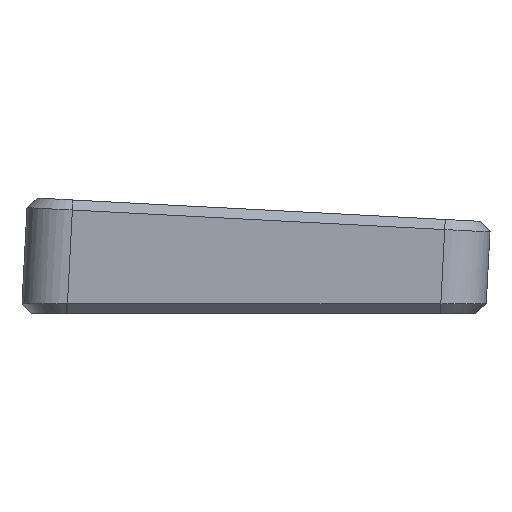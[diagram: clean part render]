
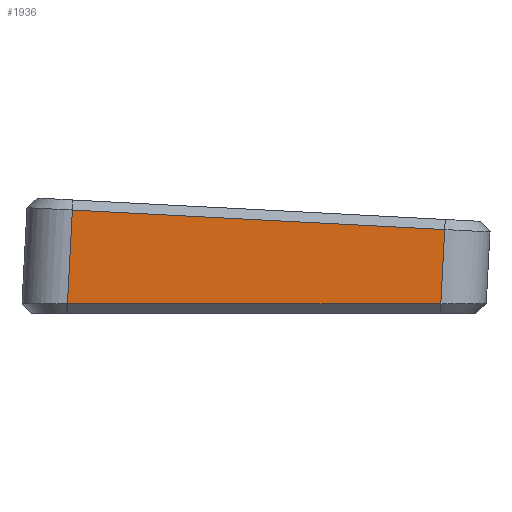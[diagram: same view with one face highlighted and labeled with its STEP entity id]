
A CAD part, left-side view. The second image highlights one B-rep face of the part: STEP entity #1936.
In plain terms, the highlighted planar face has unit normal (-1, 0, 0).
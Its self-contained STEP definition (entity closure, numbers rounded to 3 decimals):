
#37=B_SPLINE_CURVE_WITH_KNOTS('',3,(#3265,#3266,#3267,#3268),
 .UNSPECIFIED.,.F.,.F.,(4,4),(1.559,1.571),
 .UNSPECIFIED.);
#232=FACE_OUTER_BOUND('',#349,.T.);
#349=EDGE_LOOP('',(#1549,#1550,#1551,#1552,#1553));
#509=LINE('',#3137,#693);
#520=LINE('',#3332,#704);
#521=LINE('',#3334,#705);
#522=LINE('',#3335,#706);
#693=VECTOR('',#2494,10.);
#704=VECTOR('',#2511,10.);
#705=VECTOR('',#2512,10.);
#706=VECTOR('',#2513,10.);
#885=VERTEX_POINT('',#3130);
#888=VERTEX_POINT('',#3135);
#889=VERTEX_POINT('',#3186);
#901=VERTEX_POINT('',#3331);
#902=VERTEX_POINT('',#3333);
#1113=EDGE_CURVE('',#888,#885,#509,.T.);
#1126=EDGE_CURVE('',#889,#888,#37,.T.);
#1136=EDGE_CURVE('',#901,#889,#520,.T.);
#1137=EDGE_CURVE('',#902,#901,#521,.T.);
#1138=EDGE_CURVE('',#885,#902,#522,.T.);
#1549=ORIENTED_EDGE('',*,*,#1113,.F.);
#1550=ORIENTED_EDGE('',*,*,#1126,.F.);
#1551=ORIENTED_EDGE('',*,*,#1136,.F.);
#1552=ORIENTED_EDGE('',*,*,#1137,.F.);
#1553=ORIENTED_EDGE('',*,*,#1138,.F.);
#1849=PLANE('',#2107);
#1936=ADVANCED_FACE('',(#232),#1849,.T.);
#2107=AXIS2_PLACEMENT_3D('',#3330,#2509,#2510);
#2494=DIRECTION('',(0.,1.,0.));
#2509=DIRECTION('center_axis',(-1.,0.,0.));
#2510=DIRECTION('ref_axis',(0.,-0.999,-0.052));
#2511=DIRECTION('',(0.,0.052,-0.999));
#2512=DIRECTION('',(0.,-0.999,-0.052));
#2513=DIRECTION('',(0.,-0.052,0.999));
#3130=CARTESIAN_POINT('',(6.323,45.507,1.788));
#3135=CARTESIAN_POINT('',(6.323,-28.44,1.788));
#3137=CARTESIAN_POINT('',(6.323,31.473,1.788));
#3186=CARTESIAN_POINT('',(6.323,-28.545,1.788));
#3265=CARTESIAN_POINT('Ctrl Pts',(6.323,-28.545,1.788));
#3266=CARTESIAN_POINT('Ctrl Pts',(6.323,-28.51,1.788));
#3267=CARTESIAN_POINT('Ctrl Pts',(6.323,-28.475,1.788));
#3268=CARTESIAN_POINT('Ctrl Pts',(6.323,-28.44,1.788));
#3330=CARTESIAN_POINT('Origin',(6.323,54.36,4.815));
#3331=CARTESIAN_POINT('',(6.323,-29.316,16.511));
#3332=CARTESIAN_POINT('',(6.323,-28.476,0.473));
#3333=CARTESIAN_POINT('',(6.323,44.532,20.382));
#3334=CARTESIAN_POINT('',(6.323,30.564,19.65));
#3335=CARTESIAN_POINT('',(6.323,45.373,4.344));
